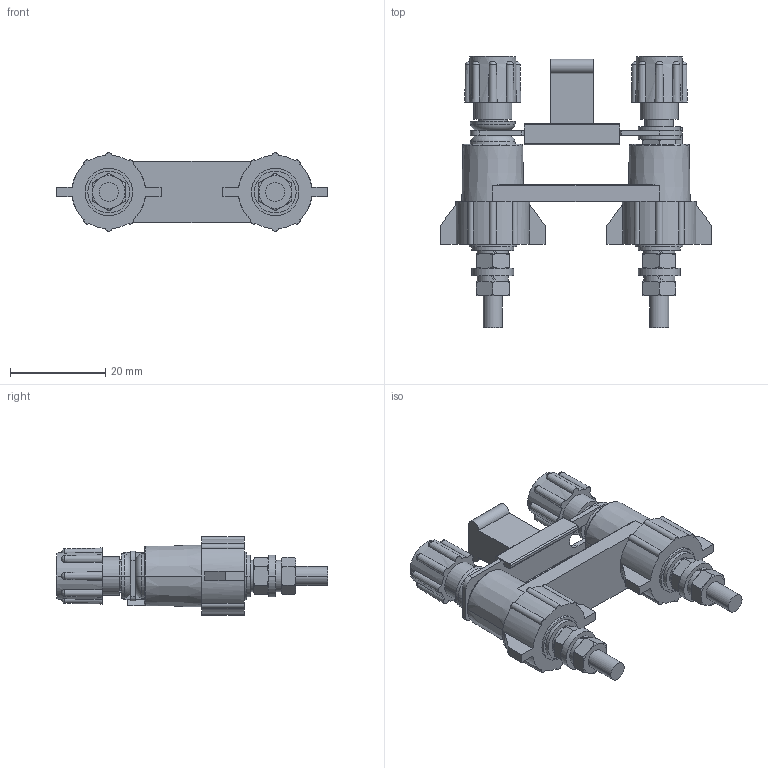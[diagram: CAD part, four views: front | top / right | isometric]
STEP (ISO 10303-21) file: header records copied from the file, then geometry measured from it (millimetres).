
FILE_DESCRIPTION((''),'2;1');
FILE_NAME('PRT0001','2024-03-04T',('dell'),(''),'PRO/ENGINEER BY PARAMETRIC TECHNOLOGY CORPORATION, 2013230','PRO/ENGINEER BY PARAMETRIC TECHNOLOGY CORPORATION, 2013230','');
FILE_SCHEMA(('AUTOMOTIVE_DESIGN { 1 0 10303 214 1 1 1 1 }'));
Length unit declared in the file: millimetre
Products named in the file (1): PRT0001
Bounding box: 57 x 57 x 16.49 mm (x, y, z)
Volume: 12587.2 mm3; surface area: 9496.3 mm2
Topology: 1 solids, 3 shells, 484 faces, 1335 edges, 886 vertices
Faces by surface type: plane 192, cylinder 143, torus 89, cone 44, bspline 16
Entity records: 18302 total; most frequent: CARTESIAN_POINT 5694, ORIENTED_EDGE 2662, DIRECTION 2634, EDGE_CURVE 1331, AXIS2_PLACEMENT_3D 1107, VERTEX_POINT 886, CIRCLE 639, EDGE_LOOP 541
